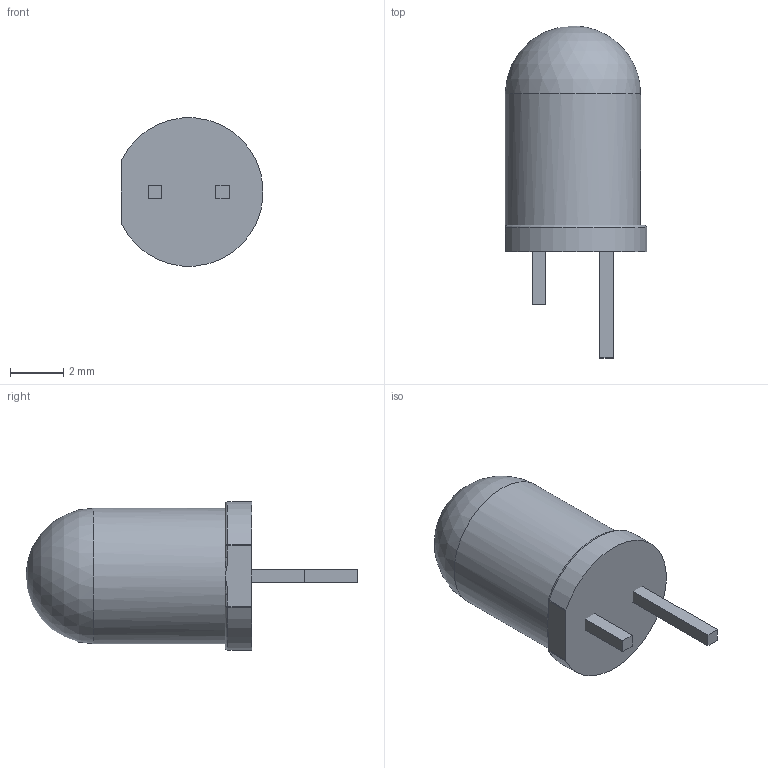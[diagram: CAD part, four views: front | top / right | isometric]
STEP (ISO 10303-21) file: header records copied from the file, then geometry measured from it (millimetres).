
FILE_DESCRIPTION(/* description */ ('STEP AP214'),/* implementation_level */ '2;1');
FILE_NAME(/* name */ '604a10adfbbba718aaaeb958',/* time_stamp */ '2021-03-11T12:44:30+00:00',/* author */ (''),/* organization */ (''),/* preprocessor_version */ 'ST-DEVELOPER v18.1',/* originating_system */ ' ',/* authorisation */ ' ');
FILE_SCHEMA (('AUTOMOTIVE_DESIGN {1 0 10303 214 3 1 1}'));
Length unit declared in the file: metre
Products named in the file (3): Led
Bounding box: 5.34 x 12.5 x 5.58 mm (x, y, z)
Volume: 166.5 mm3; surface area: 211.5 mm2
Topology: 3 solids, 3 shells, 44 faces, 112 edges, 69 vertices
Faces by surface type: plane 32, cylinder 6, sphere 3, bspline 2, torus 1
Full cylindrical faces by diameter (mm): 5.1 x1
Entity records: 1457 total; most frequent: CARTESIAN_POINT 262, ORIENTED_EDGE 206, DIRECTION 204, EDGE_CURVE 103, LINE 84, VECTOR 84, VERTEX_POINT 66, AXIS2_PLACEMENT_3D 60
